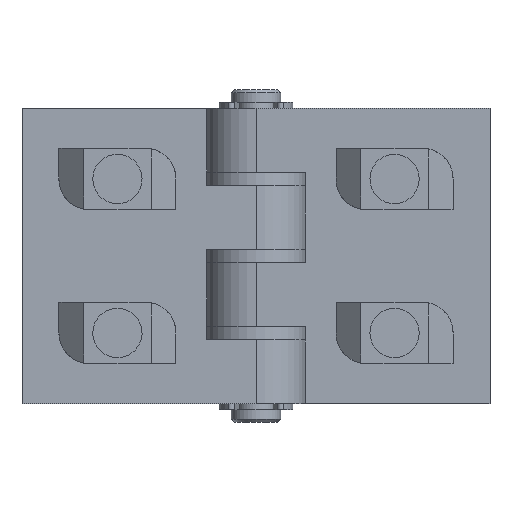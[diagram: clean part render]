
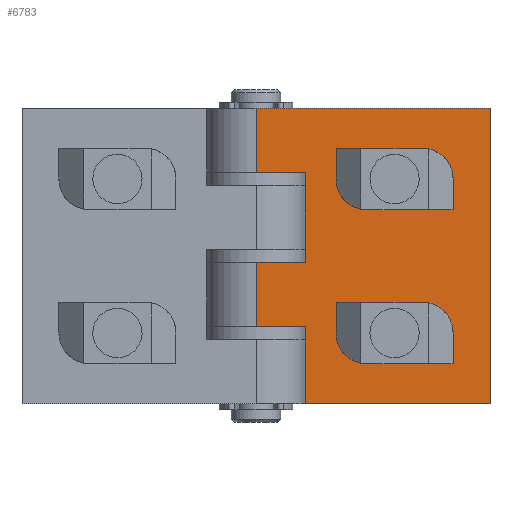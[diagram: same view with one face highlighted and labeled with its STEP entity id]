
A CAD part, front view. The second image highlights one B-rep face of the part: STEP entity #6783.
In plain terms, the highlighted planar face has unit normal (0, -1, 0).
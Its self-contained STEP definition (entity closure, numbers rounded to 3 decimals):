
#9 = VERTEX_POINT ( 'NONE', #5554 ) ;
#30 = VERTEX_POINT ( 'NONE', #5555 ) ;
#101 = VERTEX_POINT ( 'NONE', #5548 ) ;
#102 = VERTEX_POINT ( 'NONE', #5562 ) ;
#119 = VERTEX_POINT ( 'NONE', #5544 ) ;
#162 = VERTEX_POINT ( 'NONE', #5547 ) ;
#165 = VERTEX_POINT ( 'NONE', #5995 ) ;
#239 = VERTEX_POINT ( 'NONE', #5854 ) ;
#243 = VERTEX_POINT ( 'NONE', #6023 ) ;
#245 = VERTEX_POINT ( 'NONE', #6151 ) ;
#260 = VERTEX_POINT ( 'NONE', #5985 ) ;
#288 = ORIENTED_EDGE ( 'NONE', *, *, #1976, .F. ) ;
#489 = ORIENTED_EDGE ( 'NONE', *, *, #1983, .T. ) ;
#514 = ORIENTED_EDGE ( 'NONE', *, *, #3044, .T. ) ;
#515 = ORIENTED_EDGE ( 'NONE', *, *, #1974, .F. ) ;
#1174 = FACE_BOUND ( 'NONE', #3380, .T. ) ;
#1177 = FACE_OUTER_BOUND ( 'NONE', #3375, .T. ) ;
#1179 = FACE_BOUND ( 'NONE', #3382, .T. ) ;
#1934 = EDGE_CURVE ( 'NONE', #102, #119, #4402, .T. ) ;
#1946 = EDGE_CURVE ( 'NONE', #9432, #119, #4492, .T. ) ;
#1949 = EDGE_CURVE ( 'NONE', #245, #101, #4486, .T. ) ;
#1958 = EDGE_CURVE ( 'NONE', #9, #239, #4397, .T. ) ;
#1974 = EDGE_CURVE ( 'NONE', #162, #165, #4433, .T. ) ;
#1976 = EDGE_CURVE ( 'NONE', #165, #9433, #4520, .T. ) ;
#1983 = EDGE_CURVE ( 'NONE', #260, #9433, #4434, .T. ) ;
#1997 = EDGE_CURVE ( 'NONE', #101, #245, #4499, .T. ) ;
#2236 = DIRECTION ( 'NONE',  ( 0., 1., 0. ) ) ;
#2249 = CARTESIAN_POINT ( 'NONE',  ( -7.056, -10.478, 21.492 ) ) ;
#2254 = CARTESIAN_POINT ( 'NONE',  ( -7.056, -10.478, 21.492 ) ) ;
#2256 = CARTESIAN_POINT ( 'NONE',  ( 30.944, -10.478, 21.492 ) ) ;
#2259 = DIRECTION ( 'NONE',  ( 0., 0., -1. ) ) ;
#2262 = DIRECTION ( 'NONE',  ( 0., 0., -1. ) ) ;
#2289 = DIRECTION ( 'NONE',  ( 0., 1., 0. ) ) ;
#2309 = CARTESIAN_POINT ( 'NONE',  ( 15.444, -10.478, 9.992 ) ) ;
#2330 = DIRECTION ( 'NONE',  ( 0., 0., 1. ) ) ;
#2343 = DIRECTION ( 'NONE',  ( 0., 0., -1. ) ) ;
#2347 = DIRECTION ( 'NONE',  ( 0., 0., 1. ) ) ;
#2379 = CARTESIAN_POINT ( 'NONE',  ( 15.444, -10.478, 9.992 ) ) ;
#3007 = EDGE_CURVE ( 'NONE', #30, #9437, #4254, .T. ) ;
#3036 = EDGE_CURVE ( 'NONE', #9437, #30, #4228, .T. ) ;
#3037 = EDGE_CURVE ( 'NONE', #9, #260, #4226, .T. ) ;
#3041 = EDGE_CURVE ( 'NONE', #239, #243, #4223, .T. ) ;
#3044 = EDGE_CURVE ( 'NONE', #162, #9432, #8896, .T. ) ;
#3173 = AXIS2_PLACEMENT_3D ( 'NONE', #6076, #6074, #6073 ) ;
#3187 = AXIS2_PLACEMENT_3D ( 'NONE', #5827, #5828, #5830 ) ;
#3375 = EDGE_LOOP ( 'NONE', ( #6317, #7125, #6442, #7016, #7106, #7026, #489, #288, #515, #514 ) ) ;
#3380 = EDGE_LOOP ( 'NONE', ( #6309, #6339 ) ) ;
#3382 = EDGE_LOOP ( 'NONE', ( #6334, #6306 ) ) ;
#4223 = LINE ( 'NONE', #2256, #4314 ) ;
#4224 = VECTOR ( 'NONE', #2343, 1000. ) ;
#4226 = LINE ( 'NONE', #2249, #4224 ) ;
#4228 = CIRCLE ( 'NONE', #4562, 4.25 ) ;
#4254 = CIRCLE ( 'NONE', #4573, 4.25 ) ;
#4314 = VECTOR ( 'NONE', #2259, 1000. ) ;
#4397 = LINE ( 'NONE', #5847, #4528 ) ;
#4402 = LINE ( 'NONE', #5970, #4468 ) ;
#4433 = LINE ( 'NONE', #5907, #4510 ) ;
#4434 = LINE ( 'NONE', #5926, #4440 ) ;
#4440 = VECTOR ( 'NONE', #5909, 1000. ) ;
#4468 = VECTOR ( 'NONE', #6046, 1000. ) ;
#4478 = VECTOR ( 'NONE', #5809, 1000. ) ;
#4486 = CIRCLE ( 'NONE', #3187, 4.25 ) ;
#4492 = LINE ( 'NONE', #5797, #4478 ) ;
#4499 = CIRCLE ( 'NONE', #3173, 4.25 ) ;
#4507 = VECTOR ( 'NONE', #6017, 1000. ) ;
#4510 = VECTOR ( 'NONE', #5801, 1000. ) ;
#4520 = LINE ( 'NONE', #6037, #4507 ) ;
#4528 = VECTOR ( 'NONE', #5841, 1000. ) ;
#4562 = AXIS2_PLACEMENT_3D ( 'NONE', #2309, #2289, #2330 ) ;
#4573 = AXIS2_PLACEMENT_3D ( 'NONE', #2379, #2236, #2347 ) ;
#5025 = EDGE_CURVE ( 'NONE', #102, #243, #8370, .T. ) ;
#5544 = CARTESIAN_POINT ( 'NONE',  ( 0.944, -10.478, -14.008 ) ) ;
#5547 = CARTESIAN_POINT ( 'NONE',  ( -7.056, -10.478, -3.508 ) ) ;
#5548 = CARTESIAN_POINT ( 'NONE',  ( 15.444, -10.478, -19.258 ) ) ;
#5554 = CARTESIAN_POINT ( 'NONE',  ( -7.056, -10.478, 21.492 ) ) ;
#5555 = CARTESIAN_POINT ( 'NONE',  ( 15.444, -10.478, 14.242 ) ) ;
#5562 = CARTESIAN_POINT ( 'NONE',  ( 0.944, -10.478, -26.508 ) ) ;
#5797 = CARTESIAN_POINT ( 'NONE',  ( -7.056, -10.478, -14.008 ) ) ;
#5801 = DIRECTION ( 'NONE',  ( 1., 0., 0. ) ) ;
#5809 = DIRECTION ( 'NONE',  ( 1., 0., 0. ) ) ;
#5827 = CARTESIAN_POINT ( 'NONE',  ( 15.444, -10.478, -15.008 ) ) ;
#5828 = DIRECTION ( 'NONE',  ( 0., 1., 0. ) ) ;
#5830 = DIRECTION ( 'NONE',  ( 0., 0., 1. ) ) ;
#5841 = DIRECTION ( 'NONE',  ( 1., 0., 0. ) ) ;
#5847 = CARTESIAN_POINT ( 'NONE',  ( -7.056, -10.478, 21.492 ) ) ;
#5854 = CARTESIAN_POINT ( 'NONE',  ( 30.944, -10.478, 21.492 ) ) ;
#5907 = CARTESIAN_POINT ( 'NONE',  ( -7.056, -10.478, -3.508 ) ) ;
#5909 = DIRECTION ( 'NONE',  ( 1., 0., 0. ) ) ;
#5926 = CARTESIAN_POINT ( 'NONE',  ( -7.056, -10.478, 10.992 ) ) ;
#5970 = CARTESIAN_POINT ( 'NONE',  ( 0.944, -10.478, -26.508 ) ) ;
#5985 = CARTESIAN_POINT ( 'NONE',  ( -7.056, -10.478, 10.992 ) ) ;
#5995 = CARTESIAN_POINT ( 'NONE',  ( 0.944, -10.478, -3.508 ) ) ;
#6017 = DIRECTION ( 'NONE',  ( 0., 0., 1. ) ) ;
#6023 = CARTESIAN_POINT ( 'NONE',  ( 30.944, -10.478, -26.508 ) ) ;
#6037 = CARTESIAN_POINT ( 'NONE',  ( 0.944, -10.478, -3.508 ) ) ;
#6046 = DIRECTION ( 'NONE',  ( 0., 0., 1. ) ) ;
#6073 = DIRECTION ( 'NONE',  ( 0., 0., 1. ) ) ;
#6074 = DIRECTION ( 'NONE',  ( 0., 1., 0. ) ) ;
#6076 = CARTESIAN_POINT ( 'NONE',  ( 15.444, -10.478, -15.008 ) ) ;
#6151 = CARTESIAN_POINT ( 'NONE',  ( 15.444, -10.478, -10.758 ) ) ;
#6188 = AXIS2_PLACEMENT_3D ( 'NONE', #9338, #9330, #9342 ) ;
#6306 = ORIENTED_EDGE ( 'NONE', *, *, #3036, .T. ) ;
#6309 = ORIENTED_EDGE ( 'NONE', *, *, #1949, .T. ) ;
#6317 = ORIENTED_EDGE ( 'NONE', *, *, #1946, .T. ) ;
#6334 = ORIENTED_EDGE ( 'NONE', *, *, #3007, .T. ) ;
#6339 = ORIENTED_EDGE ( 'NONE', *, *, #1997, .T. ) ;
#6442 = ORIENTED_EDGE ( 'NONE', *, *, #5025, .T. ) ;
#6783 = ADVANCED_FACE ( 'NONE', ( #1174, #1179, #1177 ), #9340, .F. ) ;
#7016 = ORIENTED_EDGE ( 'NONE', *, *, #3041, .F. ) ;
#7026 = ORIENTED_EDGE ( 'NONE', *, *, #3037, .T. ) ;
#7106 = ORIENTED_EDGE ( 'NONE', *, *, #1958, .F. ) ;
#7125 = ORIENTED_EDGE ( 'NONE', *, *, #1934, .F. ) ;
#7613 = CARTESIAN_POINT ( 'NONE',  ( 0.944, -10.478, 10.992 ) ) ;
#7619 = CARTESIAN_POINT ( 'NONE',  ( -7.056, -10.478, -14.008 ) ) ;
#7621 = CARTESIAN_POINT ( 'NONE',  ( 15.444, -10.478, 5.742 ) ) ;
#8053 = CARTESIAN_POINT ( 'NONE',  ( -7.056, -10.478, -26.508 ) ) ;
#8054 = DIRECTION ( 'NONE',  ( 1., 0., 0. ) ) ;
#8370 = LINE ( 'NONE', #8053, #8373 ) ;
#8373 = VECTOR ( 'NONE', #8054, 1000. ) ;
#8895 = VECTOR ( 'NONE', #2262, 1000. ) ;
#8896 = LINE ( 'NONE', #2254, #8895 ) ;
#9330 = DIRECTION ( 'NONE',  ( 0., 1., 0. ) ) ;
#9338 = CARTESIAN_POINT ( 'NONE',  ( -7.056, -10.478, 21.492 ) ) ;
#9340 = PLANE ( 'NONE',  #6188 ) ;
#9342 = DIRECTION ( 'NONE',  ( 0., 0., 1. ) ) ;
#9432 = VERTEX_POINT ( 'NONE', #7619 ) ;
#9433 = VERTEX_POINT ( 'NONE', #7613 ) ;
#9437 = VERTEX_POINT ( 'NONE', #7621 ) ;
